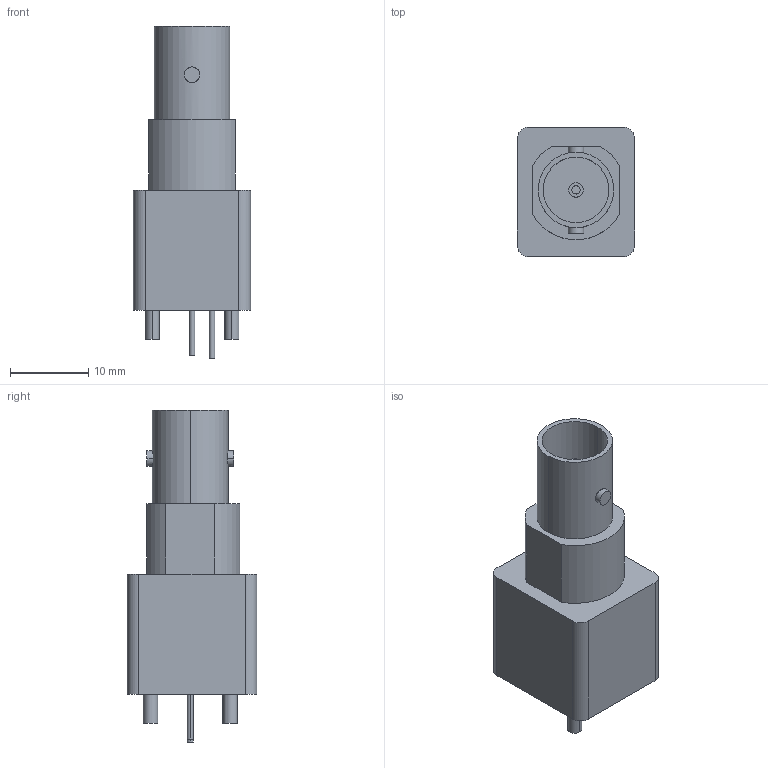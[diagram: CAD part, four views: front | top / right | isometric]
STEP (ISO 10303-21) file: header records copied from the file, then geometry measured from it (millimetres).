
FILE_DESCRIPTION((' '),'2;1');
FILE_NAME( '1566143-62.stp', '2022-09-01T09:35:37', (' '), ('--- Datakit www.datakit.com---'), ' Datakit CrossCadWare V2022.3 Jun 15 2022', 'DATAKIT 2022 (c)', ' ');
FILE_SCHEMA(('AP242_MANAGED_MODEL_BASED_3D_ENGINEERING_MIM_LF { 1 0 10303 442 1 1 4 }'));
Length unit declared in the file: millimetre
Products named in the file (1): 1566143-62
Bounding box: 14.96 x 16.57 x 42.39 mm (x, y, z)
Volume: 5251.8 mm3; surface area: 2488.7 mm2
Topology: 1 solids, 1 shells, 47 faces, 102 edges, 68 vertices
Faces by surface type: cylinder 27, plane 20
Entity records: 1471 total; most frequent: CARTESIAN_POINT 302, DIRECTION 244, ORIENTED_EDGE 204, EDGE_CURVE 102, AXIS2_PLACEMENT_3D 98, VERTEX_POINT 68, EDGE_LOOP 58, CIRCLE 50
